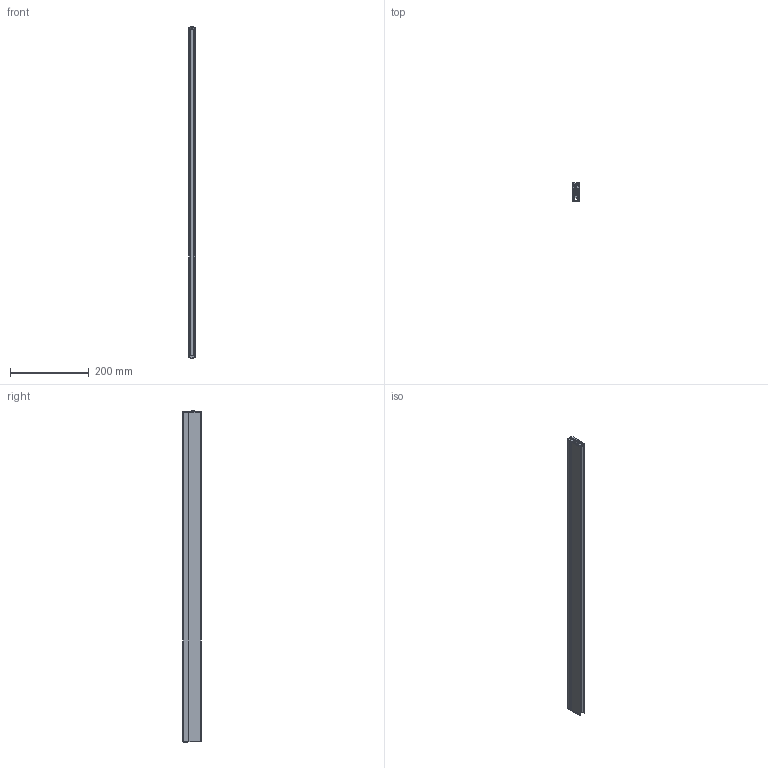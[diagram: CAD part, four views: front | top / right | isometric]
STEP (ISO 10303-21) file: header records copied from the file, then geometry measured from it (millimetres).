
FILE_DESCRIPTION (( 'STEP AP203' ), '1' );
FILE_NAME ('KG F12s mit Abschlusskappen 834.STEP', '2025-07-22T11:20:19', ( '' ), ( '' ), 'SwSTEP 2.0', 'SolidWorks 2023', '' );
FILE_SCHEMA (( 'CONFIG_CONTROL_DESIGN' ));
Length unit declared in the file: millimetre
Products named in the file (8): KG F12s mit Abschlusskappen 834; M2.9x13; Aussengehäuse_13_834; Abschlusskappe KG-F12; Betätigungsteil_1; Abschlusskappe KG-F12 Auslöseseite; Schutzprofil KG-F12 mit Schraubkanal 834_1000; Innengeometrie_13_834
Assembly tree (8 placements, depth 2):
  KG F12s mit Abschlusskappen 834
    Betätigungsteil_1
    Aussengehäuse_13_834
    Innengeometrie_13_834
    Abschlusskappe KG-F12 Auslöseseite
    Schutzprofil KG-F12 mit Schraubkanal 834_1000
    M2.9x13  x2
    Abschlusskappe KG-F12
Bounding box: 17.1 x 46.09 x 843.21 mm (x, y, z)
Volume: 278577.6 mm3; surface area: 417948.2 mm2
Topology: 23 solids, 23 shells, 1267 faces, 3511 edges, 2326 vertices
Faces by surface type: plane 680, bspline 451, cylinder 104, cone 28, torus 4
Entity records: 55055 total; most frequent: CARTESIAN_POINT 25623, ORIENTED_EDGE 6826, DIRECTION 4204, EDGE_CURVE 3413, VECTOR 2282, LINE 2282, VERTEX_POINT 2270, EDGE_LOOP 1357
